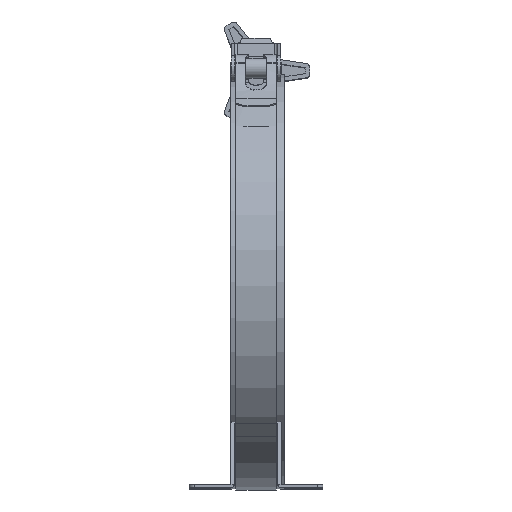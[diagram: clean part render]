
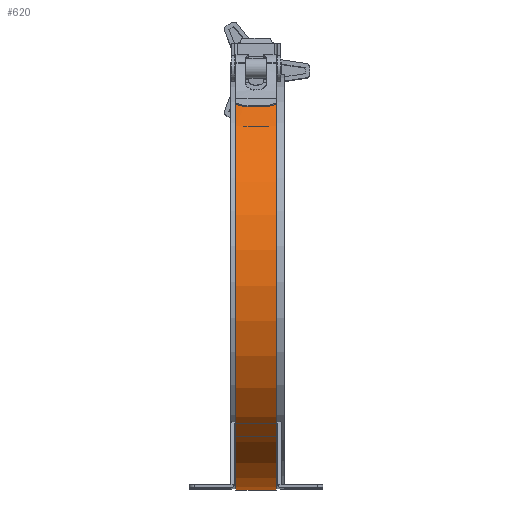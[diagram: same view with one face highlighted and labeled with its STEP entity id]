
A CAD part, left-side view. The second image highlights one B-rep face of the part: STEP entity #620.
In plain terms, the highlighted cylindrical face has radius 99.06 mm (diameter 198.12 mm), a partial arc.
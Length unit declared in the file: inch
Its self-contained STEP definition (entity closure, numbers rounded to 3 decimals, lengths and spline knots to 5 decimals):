
#620=ADVANCED_FACE('',(#1319),#1320,.T.);
#1319=FACE_OUTER_BOUND('',#2213,.T.);
#1320=CYLINDRICAL_SURFACE('',#2214,3.9);
#2213=EDGE_LOOP('',(#5589,#5590,#5591,#5592,#5593,#5594,#5595,#5596));
#2214=AXIS2_PLACEMENT_3D('',#5597,#5598,#5599);
#5589=ORIENTED_EDGE('',*,*,#7588,.T.);
#5590=ORIENTED_EDGE('',*,*,#7650,.T.);
#5591=ORIENTED_EDGE('',*,*,#7719,.F.);
#5592=ORIENTED_EDGE('',*,*,#7646,.T.);
#5593=ORIENTED_EDGE('',*,*,#7578,.F.);
#5594=ORIENTED_EDGE('',*,*,#7640,.T.);
#5595=ORIENTED_EDGE('',*,*,#7717,.T.);
#5596=ORIENTED_EDGE('',*,*,#7643,.T.);
#5597=CARTESIAN_POINT('',(0.0,0.0,0.75));
#5598=DIRECTION('',(0.0,0.0,-1.0));
#5599=DIRECTION('',(-1.0,0.0,0.0));
#7578=EDGE_CURVE('',#8618,#8620,#8621,.T.);
#7588=EDGE_CURVE('',#8636,#8637,#8638,.T.);
#7640=EDGE_CURVE('',#8618,#8716,#8718,.F.);
#7643=EDGE_CURVE('',#8722,#8636,#8723,.T.);
#7646=EDGE_CURVE('',#8726,#8620,#8727,.F.);
#7650=EDGE_CURVE('',#8637,#8732,#8733,.T.);
#7717=EDGE_CURVE('',#8716,#8722,#8822,.T.);
#7719=EDGE_CURVE('',#8726,#8732,#8824,.T.);
#8618=VERTEX_POINT('',#10327);
#8620=VERTEX_POINT('',#10330);
#8621=CIRCLE('',#10331,3.9);
#8636=VERTEX_POINT('',#10347);
#8637=VERTEX_POINT('',#10348);
#8638=CIRCLE('',#10349,3.9);
#8716=VERTEX_POINT('',#10522);
#8718=ELLIPSE('',#10525,7.8,3.9);
#8722=VERTEX_POINT('',#10529);
#8723=ELLIPSE('',#10530,7.8,3.9);
#8726=VERTEX_POINT('',#10534);
#8727=ELLIPSE('',#10535,7.8,3.9);
#8732=VERTEX_POINT('',#10541);
#8733=ELLIPSE('',#10542,7.8,3.9);
#8822=LINE('',#10798,#10799);
#8824=LINE('',#10801,#10802);
#10327=CARTESIAN_POINT('',(-2.07768,3.30049,0.75));
#10330=CARTESIAN_POINT('',(2.07768,3.30049,0.75));
#10331=AXIS2_PLACEMENT_3D('',#13066,#13067,#13068);
#10347=CARTESIAN_POINT('',(-2.07768,3.30049,0.0));
#10348=CARTESIAN_POINT('',(2.07768,3.30049,0.0));
#10349=AXIS2_PLACEMENT_3D('',#13091,#13092,#13093);
#10522=CARTESIAN_POINT('',(-2.15046,3.25354,0.6));
#10525=AXIS2_PLACEMENT_3D('',#13174,#13175,#13176);
#10529=CARTESIAN_POINT('',(-2.15046,3.25354,0.15));
#10530=AXIS2_PLACEMENT_3D('',#13180,#13181,#13182);
#10534=CARTESIAN_POINT('',(2.15046,3.25354,0.6));
#10535=AXIS2_PLACEMENT_3D('',#13184,#13185,#13186);
#10541=CARTESIAN_POINT('',(2.15046,3.25354,0.15));
#10542=AXIS2_PLACEMENT_3D('',#13191,#13192,#13193);
#10798=CARTESIAN_POINT('',(-2.15046,3.25354,0.75));
#10799=VECTOR('',#13265,1.0);
#10801=CARTESIAN_POINT('',(2.15046,3.25354,0.75));
#10802=VECTOR('',#13266,1.0);
#13066=CARTESIAN_POINT('',(0.0,0.0,0.75));
#13067=DIRECTION('',(0.0,0.0,1.0));
#13068=DIRECTION('',(1.0,0.0,0.0));
#13091=CARTESIAN_POINT('',(0.0,0.0,0.0));
#13092=DIRECTION('',(0.0,0.0,1.0));
#13093=DIRECTION('',(1.0,0.0,0.0));
#13174=CARTESIAN_POINT('',(0.0,0.0,0.6));
#13175=DIRECTION('',(0.722,0.478,-0.5));
#13176=DIRECTION('',(-0.417,-0.276,-0.866));
#13180=CARTESIAN_POINT('',(0.0,0.0,0.15));
#13181=DIRECTION('',(-0.722,-0.478,-0.5));
#13182=DIRECTION('',(0.417,0.276,-0.866));
#13184=CARTESIAN_POINT('',(0.0,0.0,0.6));
#13185=DIRECTION('',(-0.722,0.478,-0.5));
#13186=DIRECTION('',(0.417,-0.276,-0.866));
#13191=CARTESIAN_POINT('',(0.0,0.0,0.15));
#13192=DIRECTION('',(0.722,-0.478,-0.5));
#13193=DIRECTION('',(-0.417,0.276,-0.866));
#13265=DIRECTION('',(0.0,0.0,-1.0));
#13266=DIRECTION('',(0.0,0.0,-1.0));
